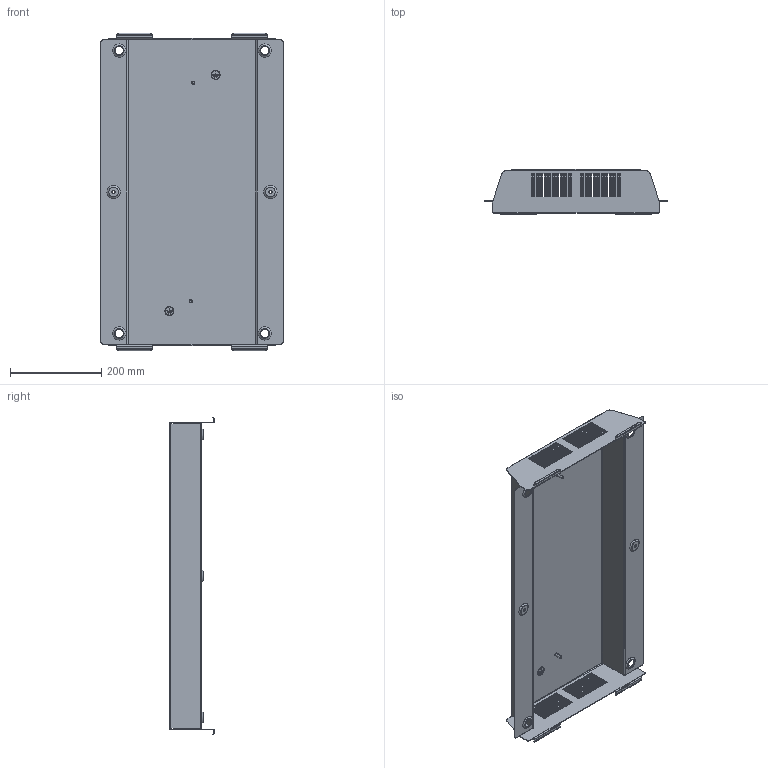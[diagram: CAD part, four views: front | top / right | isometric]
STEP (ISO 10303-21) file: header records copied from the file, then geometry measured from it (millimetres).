
FILE_DESCRIPTION (( 'STEP AP214' ), '1' );
FILE_NAME ('624.702.STEP', '2024-09-27T09:12:59', ( '' ), ( '' ), 'SwSTEP 2.0', 'SolidWorks 2021', '' );
FILE_SCHEMA (( 'AUTOMOTIVE_DESIGN' ));
Length unit declared in the file: millimetre
Products named in the file (4): Âåíòèëÿöèîííàÿ W400D700; 624.702; Øïèëüêà ïðèâàðíàÿ Ì6õ16; Çíàê çàçåìëåíèÿ ô20ìì
Assembly tree (5 placements, depth 2):
  624.702
    Âåíòèëÿöèîííàÿ W400D700
    Øïèëüêà ïðèâàðíàÿ Ì6õ16  x2
    Çíàê çàçåìëåíèÿ ô20ìì  x2
Bounding box: 400 x 98.1 x 696.6 mm (x, y, z)
Volume: 626668.5 mm3; surface area: 852478.8 mm2
Topology: 5 solids, 5 shells, 582 faces, 1528 edges, 980 vertices
Faces by surface type: plane 466, cylinder 80, cone 28, bspline 8
Entity records: 17331 total; most frequent: CARTESIAN_POINT 3156, ORIENTED_EDGE 2892, DIRECTION 2708, EDGE_CURVE 1446, VECTOR 1208, LINE 1208, VERTEX_POINT 926, AXIS2_PLACEMENT_3D 750
